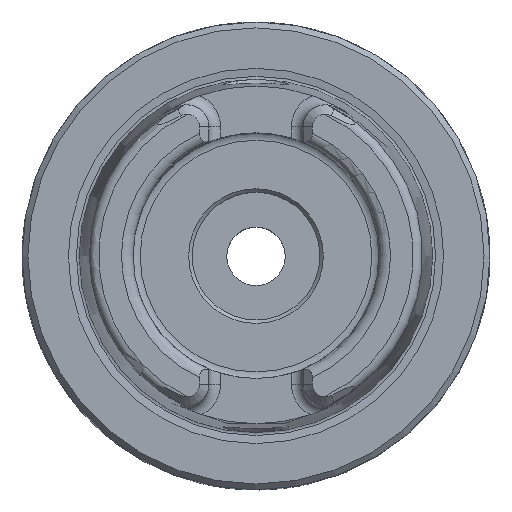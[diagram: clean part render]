
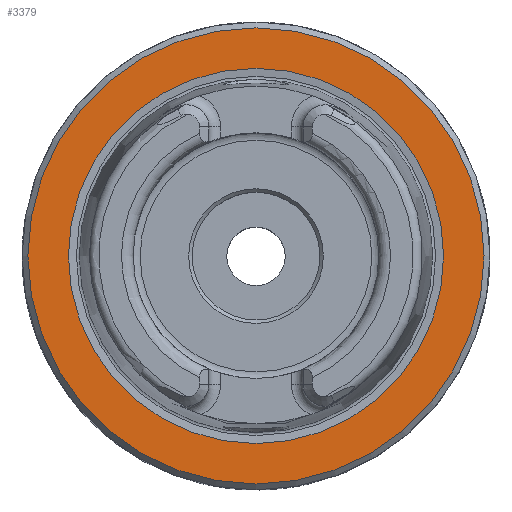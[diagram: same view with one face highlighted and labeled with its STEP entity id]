
A CAD part, top view. The second image highlights one B-rep face of the part: STEP entity #3379.
In plain terms, the highlighted planar face has unit normal (0, 0, 1).
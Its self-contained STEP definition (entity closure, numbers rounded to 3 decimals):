
#354=PLANE('',#3608);
#706=ORIENTED_EDGE('',*,*,#1190,.T.);
#707=ORIENTED_EDGE('',*,*,#1193,.F.);
#1190=EDGE_CURVE('',#1464,#1464,#1654,.T.);
#1193=EDGE_CURVE('',#1467,#1467,#1657,.T.);
#1464=VERTEX_POINT('',#5032);
#1467=VERTEX_POINT('',#5041);
#1654=CIRCLE('',#3603,16.04);
#1657=CIRCLE('',#3609,19.5);
#1833=EDGE_LOOP('',(#706));
#1834=EDGE_LOOP('',(#707));
#2061=FACE_BOUND('',#1833,.T.);
#2062=FACE_BOUND('',#1834,.T.);
#3379=ADVANCED_FACE('',(#2061,#2062),#354,.T.);
#3603=AXIS2_PLACEMENT_3D('',#5031,#4070,#4071);
#3608=AXIS2_PLACEMENT_3D('',#5039,#4080,#4081);
#3609=AXIS2_PLACEMENT_3D('',#5040,#4082,#4083);
#4070=DIRECTION('',(0.,0.,-1.));
#4071=DIRECTION('',(-1.,0.,0.));
#4080=DIRECTION('',(0.,0.,1.));
#4081=DIRECTION('',(1.,0.,0.));
#4082=DIRECTION('',(0.,0.,-1.));
#4083=DIRECTION('',(-1.,0.,0.));
#5031=CARTESIAN_POINT('',(0.,0.,0.));
#5032=CARTESIAN_POINT('',(-16.04,0.,0.));
#5039=CARTESIAN_POINT('',(-16.04,0.,0.));
#5040=CARTESIAN_POINT('',(0.,0.,0.));
#5041=CARTESIAN_POINT('',(-19.5,0.,0.));
